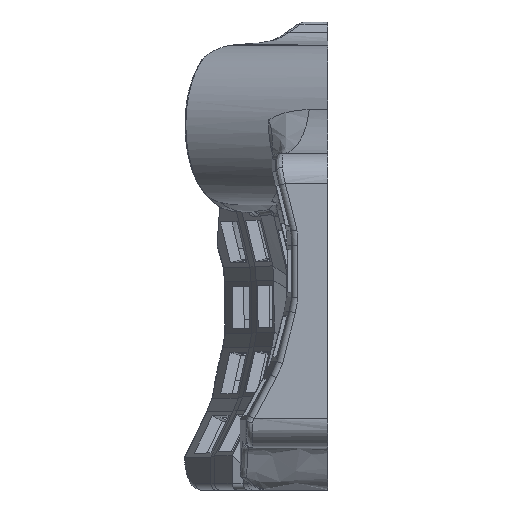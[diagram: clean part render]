
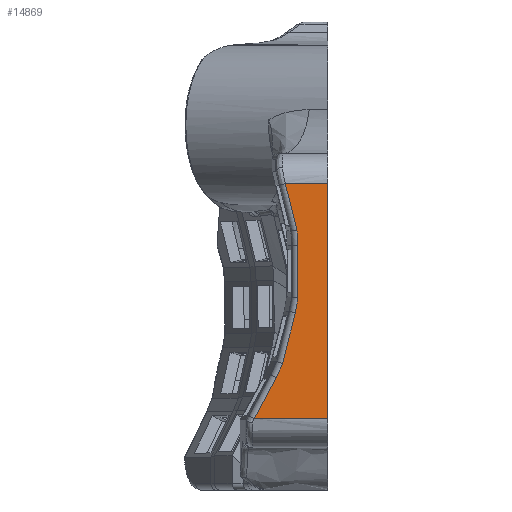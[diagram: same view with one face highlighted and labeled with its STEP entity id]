
A CAD part, left-side view. The second image highlights one B-rep face of the part: STEP entity #14869.
In plain terms, the highlighted planar face has unit normal (-1, 0, 0).
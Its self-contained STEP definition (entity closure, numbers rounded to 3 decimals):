
#326=PLANE('',#15771);
#1011=FACE_OUTER_BOUND('',#1846,.T.);
#1846=EDGE_LOOP('',(#11344,#11345,#11346,#11347,#11348,#11349,#11350,#11351,
#11352,#11353));
#2660=LINE('',#22194,#4379);
#2779=LINE('',#26351,#4498);
#2780=LINE('',#26356,#4499);
#2782=LINE('',#26365,#4501);
#2789=LINE('',#26516,#4508);
#2791=LINE('',#26627,#4510);
#2793=LINE('',#26630,#4512);
#2795=LINE('',#26633,#4514);
#2865=LINE('',#27587,#4584);
#2866=LINE('',#27589,#4585);
#4379=VECTOR('',#16714,10.);
#4498=VECTOR('',#17053,10.);
#4499=VECTOR('',#17058,10.);
#4501=VECTOR('',#17066,10.);
#4508=VECTOR('',#17093,10.);
#4510=VECTOR('',#17101,10.);
#4512=VECTOR('',#17105,10.);
#4514=VECTOR('',#17109,10.);
#4584=VECTOR('',#17269,10.);
#4585=VECTOR('',#17272,10.);
#6593=VERTEX_POINT('',#22182);
#6594=VERTEX_POINT('',#22193);
#6836=VERTEX_POINT('',#26270);
#6841=VERTEX_POINT('',#26350);
#6842=VERTEX_POINT('',#26354);
#6843=VERTEX_POINT('',#26355);
#6846=VERTEX_POINT('',#26363);
#6847=VERTEX_POINT('',#26364);
#6858=VERTEX_POINT('',#26514);
#6859=VERTEX_POINT('',#26515);
#8116=EDGE_CURVE('',#6594,#6593,#2660,.T.);
#8458=EDGE_CURVE('',#6836,#6841,#2779,.T.);
#8460=EDGE_CURVE('',#6842,#6843,#2780,.T.);
#8464=EDGE_CURVE('',#6846,#6847,#2782,.T.);
#8480=EDGE_CURVE('',#6858,#6859,#2789,.T.);
#8489=EDGE_CURVE('',#6847,#6858,#2791,.T.);
#8491=EDGE_CURVE('',#6843,#6846,#2793,.T.);
#8493=EDGE_CURVE('',#6841,#6842,#2795,.T.);
#8602=EDGE_CURVE('',#6593,#6859,#2865,.T.);
#8603=EDGE_CURVE('',#6594,#6836,#2866,.T.);
#11344=ORIENTED_EDGE('',*,*,#8480,.F.);
#11345=ORIENTED_EDGE('',*,*,#8489,.F.);
#11346=ORIENTED_EDGE('',*,*,#8464,.F.);
#11347=ORIENTED_EDGE('',*,*,#8491,.F.);
#11348=ORIENTED_EDGE('',*,*,#8460,.F.);
#11349=ORIENTED_EDGE('',*,*,#8493,.F.);
#11350=ORIENTED_EDGE('',*,*,#8458,.F.);
#11351=ORIENTED_EDGE('',*,*,#8603,.F.);
#11352=ORIENTED_EDGE('',*,*,#8116,.T.);
#11353=ORIENTED_EDGE('',*,*,#8602,.T.);
#14869=ADVANCED_FACE('',(#1011),#326,.F.);
#15771=AXIS2_PLACEMENT_3D('',#27588,#17270,#17271);
#16714=DIRECTION('',(0.,0.,1.));
#17053=DIRECTION('',(0.,-0.473,0.881));
#17058=DIRECTION('',(0.,-0.244,0.97));
#17066=DIRECTION('',(0.,0.,1.));
#17093=DIRECTION('',(0.,0.244,0.97));
#17101=DIRECTION('',(0.,0.073,0.997));
#17105=DIRECTION('',(0.,-0.172,0.985));
#17109=DIRECTION('',(0.,-0.407,0.913));
#17269=DIRECTION('',(0.,1.,0.));
#17270=DIRECTION('center_axis',(1.,0.,0.));
#17271=DIRECTION('ref_axis',(0.,0.,-1.));
#17272=DIRECTION('',(0.,1.,0.));
#22182=CARTESIAN_POINT('',(-67.94,0.,19.611));
#22193=CARTESIAN_POINT('',(-67.94,0.,-57.56));
#22194=CARTESIAN_POINT('',(-67.94,0.,-28.78));
#26270=CARTESIAN_POINT('',(-67.94,24.098,-57.56));
#26350=CARTESIAN_POINT('',(-67.94,16.859,-44.06));
#26351=CARTESIAN_POINT('',(-67.94,3.744,-19.601));
#26354=CARTESIAN_POINT('',(-67.94,14.826,-39.498));
#26355=CARTESIAN_POINT('',(-67.94,10.624,-22.771));
#26356=CARTESIAN_POINT('',(-67.94,6.346,-5.74));
#26363=CARTESIAN_POINT('',(-67.94,9.763,-17.85));
#26364=CARTESIAN_POINT('',(-67.94,9.763,-0.604));
#26365=CARTESIAN_POINT('',(-67.94,9.763,5.217));
#26514=CARTESIAN_POINT('',(-67.94,10.127,4.378));
#26515=CARTESIAN_POINT('',(-67.94,13.954,19.611));
#26516=CARTESIAN_POINT('',(-67.94,12.683,14.552));
#26627=CARTESIAN_POINT('',(-67.94,10.648,11.499));
#26630=CARTESIAN_POINT('',(-67.94,6.455,1.067));
#26633=CARTESIAN_POINT('',(-67.94,3.61,-14.332));
#27587=CARTESIAN_POINT('',(-67.94,0.,19.611));
#27588=CARTESIAN_POINT('Origin',(-67.94,0.,19.611));
#27589=CARTESIAN_POINT('',(-67.94,0.,-57.56));
